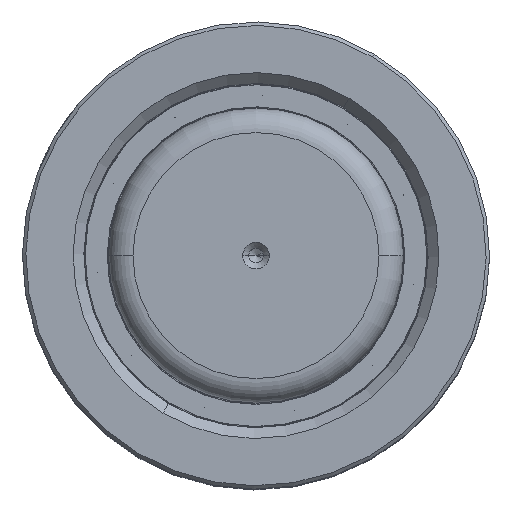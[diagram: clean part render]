
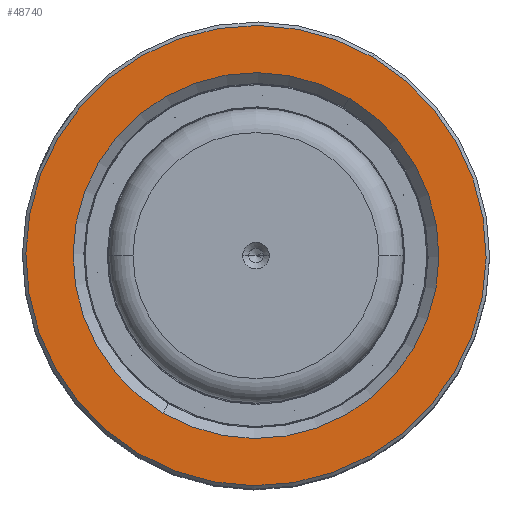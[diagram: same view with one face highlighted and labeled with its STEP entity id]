
A CAD part, top view. The second image highlights one B-rep face of the part: STEP entity #48740.
In plain terms, the highlighted planar face has unit normal (0, 0, 1).
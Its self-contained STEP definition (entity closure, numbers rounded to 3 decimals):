
#132 = AXIS2_PLACEMENT_3D ( 'NONE', #18207, #22837, #13789 ) ;
#4123 = DIRECTION ( 'NONE',  ( 1., 0., 0. ) ) ;
#4136 = CIRCLE ( 'NONE', #33043, 46.8 ) ;
#5298 = CIRCLE ( 'NONE', #38680, 46.8 ) ;
#5364 = EDGE_CURVE ( 'NONE', #53406, #35405, #37378, .T. ) ;
#6627 = EDGE_LOOP ( 'NONE', ( #36014, #56276 ) ) ;
#7464 = CARTESIAN_POINT ( 'NONE',  ( -37.2, 0., 100. ) ) ;
#8111 = VERTEX_POINT ( 'NONE', #36378 ) ;
#11014 = FACE_OUTER_BOUND ( 'NONE', #6627, .T. ) ;
#11499 = DIRECTION ( 'NONE',  ( 0., 0., 1. ) ) ;
#13196 = DIRECTION ( 'NONE',  ( 0., 0., 1. ) ) ;
#13789 = DIRECTION ( 'NONE',  ( 1., 0., 0. ) ) ;
#14002 = DIRECTION ( 'NONE',  ( 0., 0., -1. ) ) ;
#17177 = CARTESIAN_POINT ( 'NONE',  ( -46.8, 0., 100. ) ) ;
#18207 = CARTESIAN_POINT ( 'NONE',  ( 0., 0., 100. ) ) ;
#22091 = ORIENTED_EDGE ( 'NONE', *, *, #5364, .T. ) ;
#22837 = DIRECTION ( 'NONE',  ( 0., 0., -1. ) ) ;
#23143 = CARTESIAN_POINT ( 'NONE',  ( 37.2, 0., 100. ) ) ;
#25801 = CARTESIAN_POINT ( 'NONE',  ( 0., 0., 100. ) ) ;
#28799 = CIRCLE ( 'NONE', #132, 37.2 ) ;
#31753 = DIRECTION ( 'NONE',  ( 1., 0., 0. ) ) ;
#33043 = AXIS2_PLACEMENT_3D ( 'NONE', #25801, #52780, #39106 ) ;
#33255 = EDGE_CURVE ( 'NONE', #35405, #53406, #28799, .T. ) ;
#34964 = DIRECTION ( 'NONE',  ( 1., 0., 0. ) ) ;
#35405 = VERTEX_POINT ( 'NONE', #7464 ) ;
#36014 = ORIENTED_EDGE ( 'NONE', *, *, #47701, .T. ) ;
#36187 = CARTESIAN_POINT ( 'NONE',  ( 0., 0., 100. ) ) ;
#36378 = CARTESIAN_POINT ( 'NONE',  ( 46.8, 0., 100. ) ) ;
#36552 = ORIENTED_EDGE ( 'NONE', *, *, #33255, .T. ) ;
#37378 = CIRCLE ( 'NONE', #37456, 37.2 ) ;
#37456 = AXIS2_PLACEMENT_3D ( 'NONE', #36187, #14002, #31753 ) ;
#38680 = AXIS2_PLACEMENT_3D ( 'NONE', #51037, #11499, #4123 ) ;
#38935 = AXIS2_PLACEMENT_3D ( 'NONE', #39576, #13196, #34964 ) ;
#39106 = DIRECTION ( 'NONE',  ( 1., 0., 0. ) ) ;
#39576 = CARTESIAN_POINT ( 'NONE',  ( 0., 0., 100. ) ) ;
#41130 = EDGE_LOOP ( 'NONE', ( #22091, #36552 ) ) ;
#47701 = EDGE_CURVE ( 'NONE', #53270, #8111, #4136, .T. ) ;
#48275 = FACE_BOUND ( 'NONE', #41130, .T. ) ;
#48740 = ADVANCED_FACE ( 'NONE', ( #11014, #48275 ), #51942, .T. ) ;
#51037 = CARTESIAN_POINT ( 'NONE',  ( 0., 0., 100. ) ) ;
#51942 = PLANE ( 'NONE',  #38935 ) ;
#52780 = DIRECTION ( 'NONE',  ( 0., 0., 1. ) ) ;
#53270 = VERTEX_POINT ( 'NONE', #17177 ) ;
#53406 = VERTEX_POINT ( 'NONE', #23143 ) ;
#55533 = EDGE_CURVE ( 'NONE', #8111, #53270, #5298, .T. ) ;
#56276 = ORIENTED_EDGE ( 'NONE', *, *, #55533, .T. ) ;
